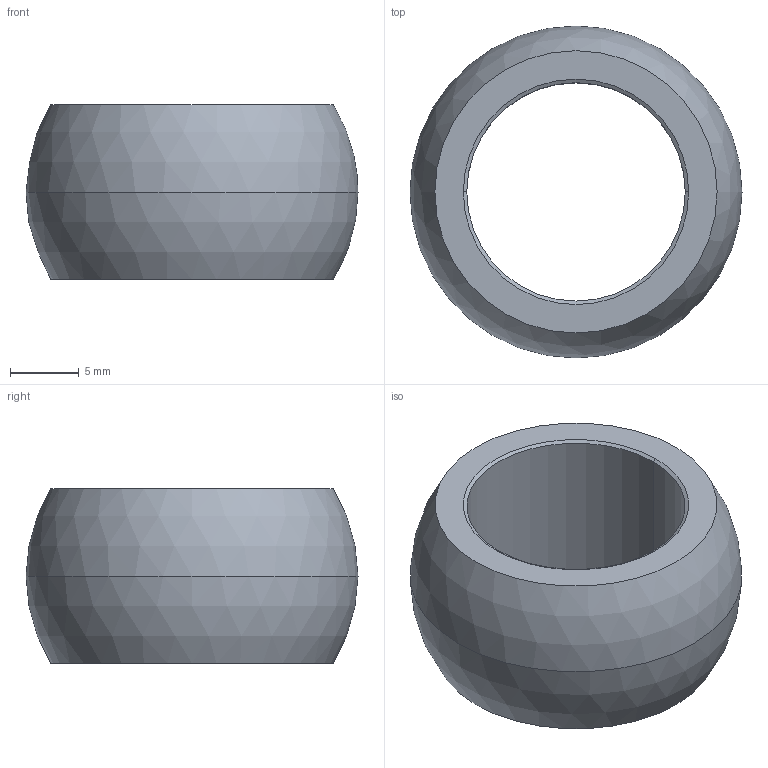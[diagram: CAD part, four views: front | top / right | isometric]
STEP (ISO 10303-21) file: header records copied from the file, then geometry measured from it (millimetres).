
FILE_DESCRIPTION (( 'STEP AP214' ), '1' );
FILE_NAME ('igubal_SphericalRodEnd_Ball.step', '2019-01-04T16:05:01', ( '' ), ( '' ), 'SwSTEP 2.0', 'SolidWorks 2018', '' );
FILE_SCHEMA (( 'AUTOMOTIVE_DESIGN' ));
Length unit declared in the file: inch
Products named in the file (1): igubal_SphericalRodEnd_Ball
Bounding box: 24.13 x 24.13 x 12.7 mm (x, y, z)
Volume: 2756.8 mm3; surface area: 1856.2 mm2
Topology: 1 solids, 1 shells, 8 faces, 19 edges, 13 vertices
Faces by surface type: cone 2, cylinder 2, sphere 2, plane 2
Entity records: 268 total; most frequent: DIRECTION 46, CARTESIAN_POINT 37, ORIENTED_EDGE 32, AXIS2_PLACEMENT_3D 21, EDGE_CURVE 16, VERTEX_POINT 12, CIRCLE 12, EDGE_LOOP 12
